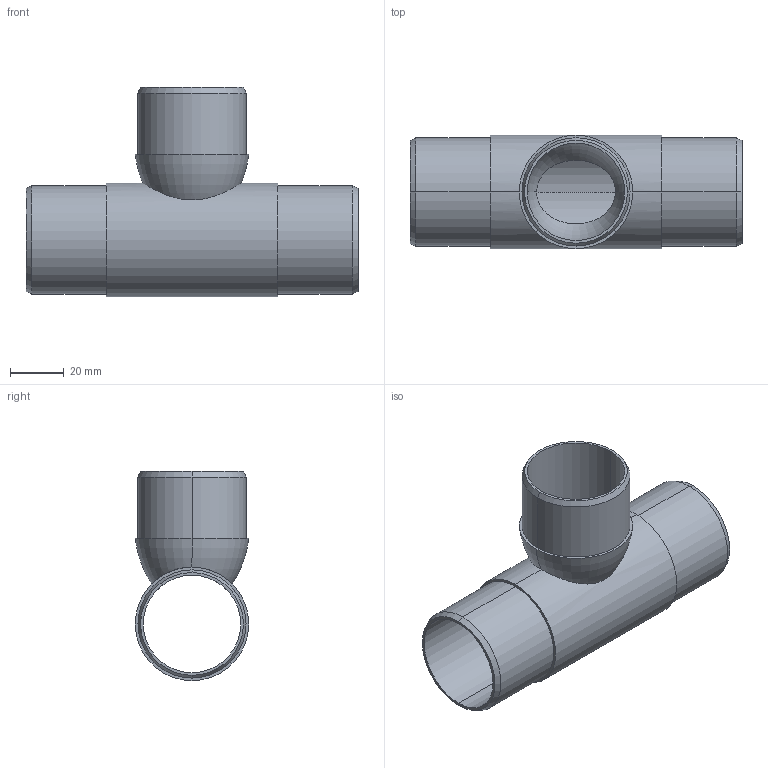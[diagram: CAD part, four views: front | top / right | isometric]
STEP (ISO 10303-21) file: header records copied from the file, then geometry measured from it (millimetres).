
FILE_DESCRIPTION (( 'STEP AP203' ), '1' );
FILE_NAME ('3D_GR1212_42.4x2_188681690.STEP', '2024-09-28T10:01:18', ( '' ), ( '' ), 'SwSTEP 2.0', 'SolidWorks 2024', '' );
FILE_SCHEMA (( 'CONFIG_CONTROL_DESIGN' ));
Length unit declared in the file: millimetre
Products named in the file (1): 3D_GR1212_42.4x2_188681690
Bounding box: 124 x 42.4 x 78.2 mm (x, y, z)
Volume: 45572.1 mm3; surface area: 39241.2 mm2
Topology: 1 solids, 1 shells, 28 faces, 60 edges, 36 vertices
Faces by surface type: cylinder 12, plane 6, cone 6, torus 4
Entity records: 1057 total; most frequent: CARTESIAN_POINT 341, DIRECTION 150, ORIENTED_EDGE 120, AXIS2_PLACEMENT_3D 65, EDGE_CURVE 60, CIRCLE 36, VERTEX_POINT 36, EDGE_LOOP 34
